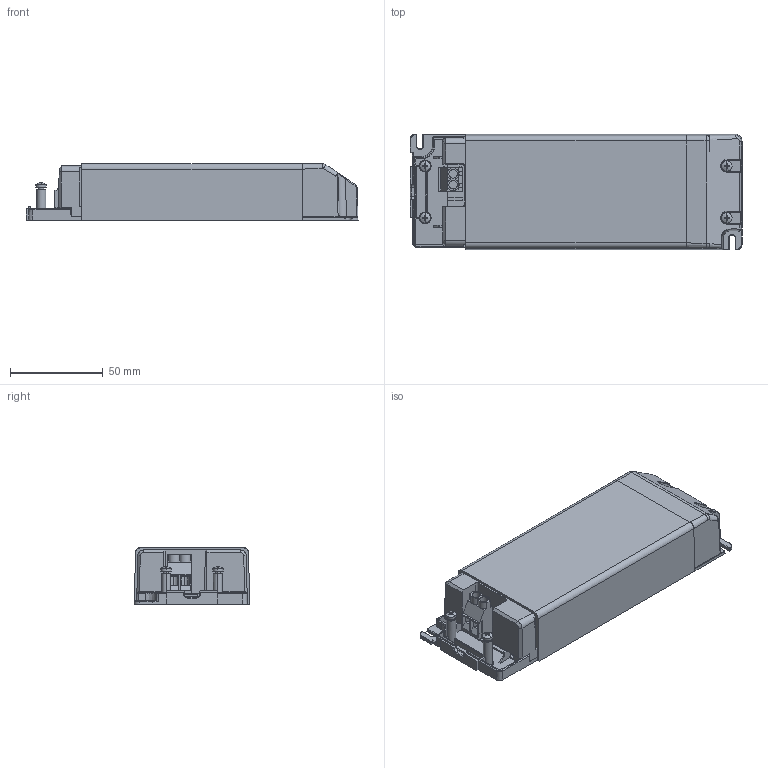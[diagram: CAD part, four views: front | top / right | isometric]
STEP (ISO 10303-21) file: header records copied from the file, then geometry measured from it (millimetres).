
FILE_DESCRIPTION((''),'2;1');
FILE_NAME('_ASM100','2017-07-10T16:15:11',('yutaiping'),(''),'CREO PARAMETRIC BY PTC INC, 2016510','CREO PARAMETRIC BY PTC INC, 2016510','');
FILE_SCHEMA(('AUTOMOTIVE_DESIGN { 1 0 10303 214 1 1 1 1 }'));
Length unit declared in the file: millimetre
Products named in the file (23): HEATSINK-A_1; HEATSINK-A_2; HEATSINK-A; MOS; TOP; DOWN; SIDE; GB_T_845-1985_ST3X9_5_H_F; PCBA1_1; PCBA1_2; PCBA1_3; PCBA1_4; PCBA1_5; PCBA1_6; PCBA1_7; PCBA1_8; PCBA1; POWER_JACK; M3; CZ; SNP100-12VL-E_COOLING_FIN_NEW_1; SNP100-12VL-E_COOLING_FIN_NEW_M; _ASM100
Assembly tree (32 placements, depth 3):
  _ASM100
    HEATSINK-A
      HEATSINK-A_1
      HEATSINK-A_2
    MOS  x4
    TOP
    DOWN
    SIDE
    GB_T_845-1985_ST3X9_5_H_F  x4
    PCBA1
      PCBA1_1
      PCBA1_2
      PCBA1_3
      PCBA1_4
      PCBA1_5
      PCBA1_6
      PCBA1_7
      PCBA1_8
    POWER_JACK  x2
    M3  x4
    SNP100-12VL-E_COOLING_FIN_NEW_M
      CZ
      SNP100-12VL-E_COOLING_FIN_NEW_1
Bounding box: 179.38 x 62.48 x 30.6 mm (x, y, z)
Volume: 142706.6 mm3; surface area: 145088.5 mm2
Topology: 29 solids, 29 shells, 1904 faces, 5152 edges, 3354 vertices
Faces by surface type: plane 1317, cylinder 290, torus 150, cone 85, bspline 48, sphere 14
Entity records: 61517 total; most frequent: CARTESIAN_POINT 12589, ORIENTED_EDGE 8470, DIRECTION 7920, EDGE_CURVE 4235, VECTOR 3094, LINE 3094, VERTEX_POINT 2755, PRESENTATION_STYLE_ASSIGNMENT 2679
